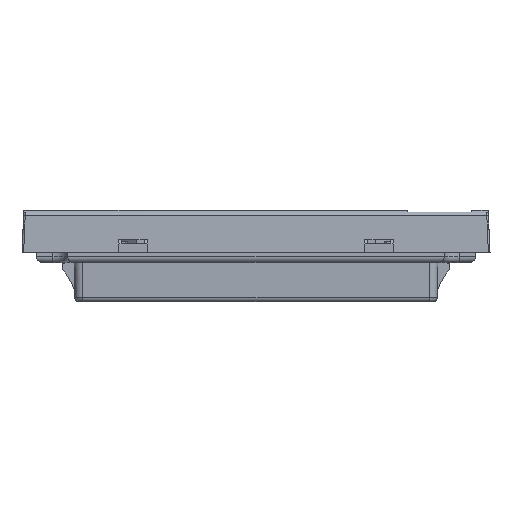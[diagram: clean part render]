
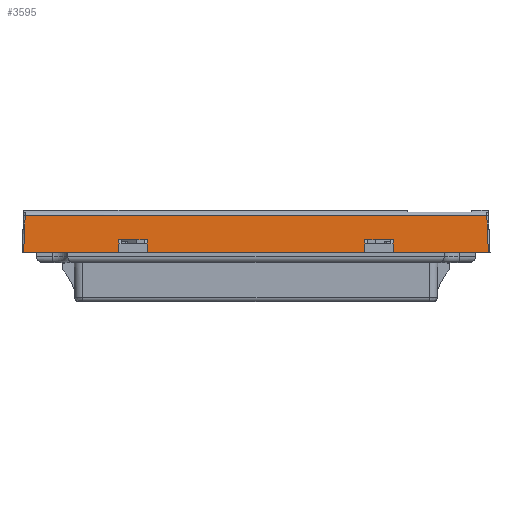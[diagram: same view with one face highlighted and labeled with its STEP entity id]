
A CAD part, front view. The second image highlights one B-rep face of the part: STEP entity #3595.
In plain terms, the highlighted planar face has unit normal (0, -0.999, 0.044).
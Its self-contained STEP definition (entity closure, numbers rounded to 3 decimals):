
#371 = CARTESIAN_POINT ( 'NONE',  ( -34.2, -58.11, 3.2 ) ) ;
#1984 = EDGE_CURVE ( 'NONE', #21007, #45494, #14179, .T. ) ;
#2112 = CARTESIAN_POINT ( 'NONE',  ( 57.85, -58.25, 0. ) ) ;
#2452 = ORIENTED_EDGE ( 'NONE', *, *, #9696, .T. ) ;
#2559 = CARTESIAN_POINT ( 'NONE',  ( 34.2, -58.25, 0. ) ) ;
#2741 = CARTESIAN_POINT ( 'NONE',  ( -57.85, -58.25, 0. ) ) ;
#2817 = EDGE_CURVE ( 'NONE', #17386, #45494, #23105, .T. ) ;
#3595 = ADVANCED_FACE ( 'NONE', ( #30899 ), #20552, .T. ) ;
#3661 = DIRECTION ( 'NONE',  ( 1., 0., 0. ) ) ;
#3687 = DIRECTION ( 'NONE',  ( -1., 0., 0. ) ) ;
#4576 = EDGE_CURVE ( 'NONE', #38736, #17386, #23523, .T. ) ;
#4752 = VECTOR ( 'NONE', #3687, 1000. ) ;
#5073 = CARTESIAN_POINT ( 'NONE',  ( -19.15, -57.851, 9.144 ) ) ;
#5551 = EDGE_CURVE ( 'NONE', #38736, #41745, #25676, .T. ) ;
#5806 = DIRECTION ( 'NONE',  ( 0., -0.999, 0.044 ) ) ;
#6803 = LINE ( 'NONE', #2741, #33207 ) ;
#6832 = ORIENTED_EDGE ( 'NONE', *, *, #1984, .T. ) ;
#7304 = VERTEX_POINT ( 'NONE', #45651 ) ;
#7381 = VECTOR ( 'NONE', #13705, 1000. ) ;
#7590 = EDGE_CURVE ( 'NONE', #15941, #41745, #20308, .T. ) ;
#8272 = ORIENTED_EDGE ( 'NONE', *, *, #23211, .T. ) ;
#8579 = DIRECTION ( 'NONE',  ( 0., 0.044, 0.999 ) ) ;
#9126 = CARTESIAN_POINT ( 'NONE',  ( -57.85, -58.25, 0. ) ) ;
#9502 = DIRECTION ( 'NONE',  ( 0., 0.044, 0.999 ) ) ;
#9573 = CARTESIAN_POINT ( 'NONE',  ( 34.2, -58.25, 0. ) ) ;
#9696 = EDGE_CURVE ( 'NONE', #7304, #33758, #26253, .T. ) ;
#10427 = CARTESIAN_POINT ( 'NONE',  ( 57.451, -57.851, 9.144 ) ) ;
#11683 = EDGE_CURVE ( 'NONE', #19423, #33758, #40207, .T. ) ;
#12283 = ORIENTED_EDGE ( 'NONE', *, *, #2817, .F. ) ;
#13705 = DIRECTION ( 'NONE',  ( 0.044, -0.044, -0.998 ) ) ;
#14179 = LINE ( 'NONE', #26763, #35583 ) ;
#14488 = ORIENTED_EDGE ( 'NONE', *, *, #7590, .F. ) ;
#14750 = CARTESIAN_POINT ( 'NONE',  ( 34.2, -58.11, 3.2 ) ) ;
#15355 = AXIS2_PLACEMENT_3D ( 'NONE', #16782, #5806, #19935 ) ;
#15941 = VERTEX_POINT ( 'NONE', #10427 ) ;
#15954 = ORIENTED_EDGE ( 'NONE', *, *, #23092, .T. ) ;
#15996 = ORIENTED_EDGE ( 'NONE', *, *, #45041, .F. ) ;
#16021 = CARTESIAN_POINT ( 'NONE',  ( -27.1, -58.25, 0. ) ) ;
#16189 = CARTESIAN_POINT ( 'NONE',  ( -57.85, -58.25, 0. ) ) ;
#16782 = CARTESIAN_POINT ( 'NONE',  ( -61.231, -58.25, 0. ) ) ;
#17386 = VERTEX_POINT ( 'NONE', #20020 ) ;
#17528 = CARTESIAN_POINT ( 'NONE',  ( -34.2, -58.25, 0. ) ) ;
#18079 = DIRECTION ( 'NONE',  ( -1., 0., 0. ) ) ;
#18218 = ORIENTED_EDGE ( 'NONE', *, *, #4576, .F. ) ;
#19423 = VERTEX_POINT ( 'NONE', #22209 ) ;
#19829 = EDGE_CURVE ( 'NONE', #23284, #7304, #6803, .T. ) ;
#19935 = DIRECTION ( 'NONE',  ( -1., 0., 0. ) ) ;
#20020 = CARTESIAN_POINT ( 'NONE',  ( 34.2, -58.11, 3.2 ) ) ;
#20308 = LINE ( 'NONE', #42010, #7381 ) ;
#20552 = PLANE ( 'NONE',  #15355 ) ;
#21007 = VERTEX_POINT ( 'NONE', #39107 ) ;
#21128 = DIRECTION ( 'NONE',  ( 0., 0.044, 0.999 ) ) ;
#21597 = CARTESIAN_POINT ( 'NONE',  ( -27.1, -58.11, 3.2 ) ) ;
#22209 = CARTESIAN_POINT ( 'NONE',  ( -27.1, -58.11, 3.2 ) ) ;
#22232 = VERTEX_POINT ( 'NONE', #43537 ) ;
#22261 = ORIENTED_EDGE ( 'NONE', *, *, #11683, .F. ) ;
#22516 = VECTOR ( 'NONE', #18079, 1000. ) ;
#22847 = LINE ( 'NONE', #23847, #33553 ) ;
#23090 = ORIENTED_EDGE ( 'NONE', *, *, #19829, .T. ) ;
#23092 = EDGE_CURVE ( 'NONE', #22232, #21007, #35766, .T. ) ;
#23105 = LINE ( 'NONE', #14750, #22516 ) ;
#23211 = EDGE_CURVE ( 'NONE', #39599, #23284, #43539, .T. ) ;
#23284 = VERTEX_POINT ( 'NONE', #9126 ) ;
#23523 = LINE ( 'NONE', #2559, #39850 ) ;
#23847 = CARTESIAN_POINT ( 'NONE',  ( -27.1, -58.25, 0. ) ) ;
#25676 = LINE ( 'NONE', #28963, #26801 ) ;
#26253 = LINE ( 'NONE', #17528, #42018 ) ;
#26763 = CARTESIAN_POINT ( 'NONE',  ( 27.1, -58.25, 0. ) ) ;
#26801 = VECTOR ( 'NONE', #3661, 1000. ) ;
#27455 = ORIENTED_EDGE ( 'NONE', *, *, #28849, .F. ) ;
#28849 = EDGE_CURVE ( 'NONE', #39599, #15941, #31555, .T. ) ;
#28963 = CARTESIAN_POINT ( 'NONE',  ( 34.2, -58.25, 0. ) ) ;
#30255 = CARTESIAN_POINT ( 'NONE',  ( 27.1, -58.11, 3.2 ) ) ;
#30899 = FACE_OUTER_BOUND ( 'NONE', #46622, .T. ) ;
#31152 = DIRECTION ( 'NONE',  ( 1., 0., 0. ) ) ;
#31555 = B_SPLINE_CURVE_WITH_KNOTS ( 'NONE', 3,
 ( #33685, #5073, #37296, #44829 ),
 .UNSPECIFIED., .F., .F.,
 ( 4, 4 ),
 ( 0., 1. ),
 .UNSPECIFIED. ) ;
#33207 = VECTOR ( 'NONE', #31152, 1000. ) ;
#33553 = VECTOR ( 'NONE', #37860, 1000. ) ;
#33685 = CARTESIAN_POINT ( 'NONE',  ( -57.451, -57.851, 9.144 ) ) ;
#33758 = VERTEX_POINT ( 'NONE', #371 ) ;
#34732 = CARTESIAN_POINT ( 'NONE',  ( -57.451, -57.851, 9.144 ) ) ;
#35583 = VECTOR ( 'NONE', #8579, 1000. ) ;
#35766 = LINE ( 'NONE', #16021, #42536 ) ;
#37296 = CARTESIAN_POINT ( 'NONE',  ( 19.15, -57.851, 9.144 ) ) ;
#37714 = CARTESIAN_POINT ( 'NONE',  ( -57.717, -58.117, 3.048 ) ) ;
#37860 = DIRECTION ( 'NONE',  ( 0., 0.044, 0.999 ) ) ;
#37979 = CARTESIAN_POINT ( 'NONE',  ( -57.451, -57.851, 9.144 ) ) ;
#38023 = CARTESIAN_POINT ( 'NONE',  ( -57.584, -57.984, 6.096 ) ) ;
#38736 = VERTEX_POINT ( 'NONE', #9573 ) ;
#39107 = CARTESIAN_POINT ( 'NONE',  ( 27.1, -58.25, 0. ) ) ;
#39599 = VERTEX_POINT ( 'NONE', #37979 ) ;
#39850 = VECTOR ( 'NONE', #9502, 1000. ) ;
#40207 = LINE ( 'NONE', #21597, #4752 ) ;
#41745 = VERTEX_POINT ( 'NONE', #2112 ) ;
#42010 = CARTESIAN_POINT ( 'NONE',  ( 57.451, -57.851, 9.144 ) ) ;
#42018 = VECTOR ( 'NONE', #21128, 1000. ) ;
#42536 = VECTOR ( 'NONE', #44787, 1000. ) ;
#43304 = ORIENTED_EDGE ( 'NONE', *, *, #5551, .T. ) ;
#43537 = CARTESIAN_POINT ( 'NONE',  ( -27.1, -58.25, 0. ) ) ;
#43539 = B_SPLINE_CURVE_WITH_KNOTS ( 'NONE', 3,
 ( #34732, #38023, #37714, #16189 ),
 .UNSPECIFIED., .F., .F.,
 ( 4, 4 ),
 ( 0., 1. ),
 .UNSPECIFIED. ) ;
#44787 = DIRECTION ( 'NONE',  ( 1., 0., 0. ) ) ;
#44829 = CARTESIAN_POINT ( 'NONE',  ( 57.451, -57.851, 9.144 ) ) ;
#45041 = EDGE_CURVE ( 'NONE', #22232, #19423, #22847, .T. ) ;
#45494 = VERTEX_POINT ( 'NONE', #30255 ) ;
#45651 = CARTESIAN_POINT ( 'NONE',  ( -34.2, -58.25, 0. ) ) ;
#46622 = EDGE_LOOP ( 'NONE', ( #23090, #2452, #22261, #15996, #15954, #6832, #12283, #18218, #43304, #14488, #27455, #8272 ) ) ;
